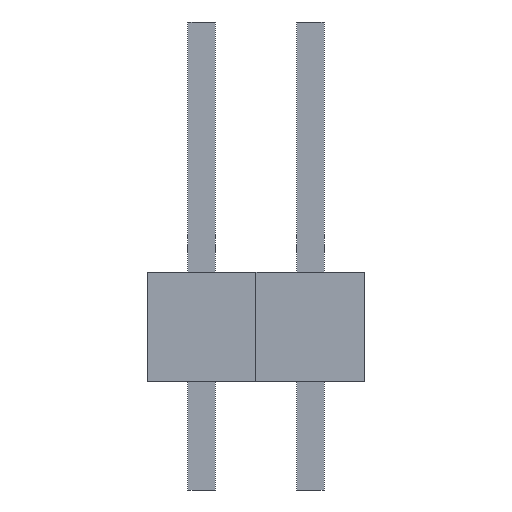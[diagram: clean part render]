
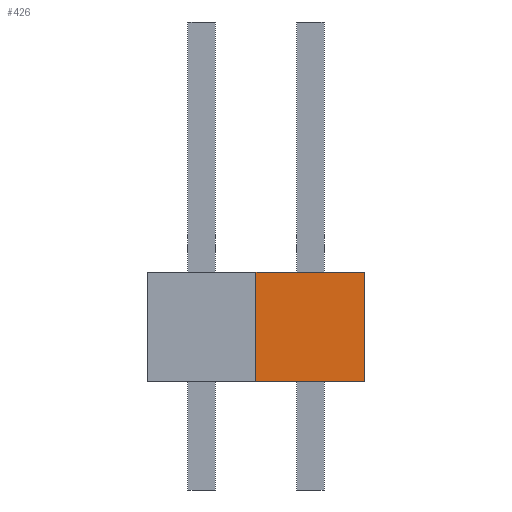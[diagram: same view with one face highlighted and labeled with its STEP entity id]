
A CAD part, left-side view. The second image highlights one B-rep face of the part: STEP entity #426.
In plain terms, the highlighted planar face has unit normal (-1, 0, 0).
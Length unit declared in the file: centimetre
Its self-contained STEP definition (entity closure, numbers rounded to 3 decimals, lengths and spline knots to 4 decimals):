
#189=VERTEX_POINT('',#669);
#192=VERTEX_POINT('',#674);
#195=VERTEX_POINT('',#684);
#196=VERTEX_POINT('',#686);
#224=VECTOR('',#523,1.);
#229=VECTOR('',#530,1.);
#231=VECTOR('',#533,1.);
#232=VECTOR('',#534,1.);
#260=LINE('',#675,#224);
#265=LINE('',#685,#229);
#267=LINE('',#689,#231);
#268=LINE('',#690,#232);
#296=EDGE_CURVE('',#192,#189,#260,.T.);
#301=EDGE_CURVE('',#196,#195,#265,.T.);
#303=EDGE_CURVE('',#195,#189,#267,.T.);
#304=EDGE_CURVE('',#192,#196,#268,.T.);
#357=ORIENTED_EDGE('',*,*,#303,.T.);
#358=ORIENTED_EDGE('',*,*,#296,.F.);
#359=ORIENTED_EDGE('',*,*,#304,.T.);
#360=ORIENTED_EDGE('',*,*,#301,.T.);
#390=EDGE_LOOP('',(#357,#358,#359,#360));
#408=FACE_BOUND('',#390,.T.);
#426=ADVANCED_FACE('',(#408),#746,.T.);
#442=AXIS2_PLACEMENT_3D('',#688,#532,$);
#523=DIRECTION('',(0.,0.,1.));
#530=DIRECTION('',(0.,0.,1.));
#532=DIRECTION('',(-1.,0.,0.));
#533=DIRECTION('',(0.,1.,0.));
#534=DIRECTION('',(0.,-1.,0.));
#669=CARTESIAN_POINT('',(-0.127,0.127,0.254));
#674=CARTESIAN_POINT('',(-0.127,0.127,0.));
#675=CARTESIAN_POINT('',(-0.127,0.127,0.));
#684=CARTESIAN_POINT('',(-0.127,-0.127,0.254));
#685=CARTESIAN_POINT('',(-0.127,-0.127,0.));
#686=CARTESIAN_POINT('',(-0.127,-0.127,0.));
#688=CARTESIAN_POINT('',(-0.127,0.,0.));
#689=CARTESIAN_POINT('',(-0.127,0.127,0.254));
#690=CARTESIAN_POINT('',(-0.127,0.127,0.));
#746=PLANE('',#442);
